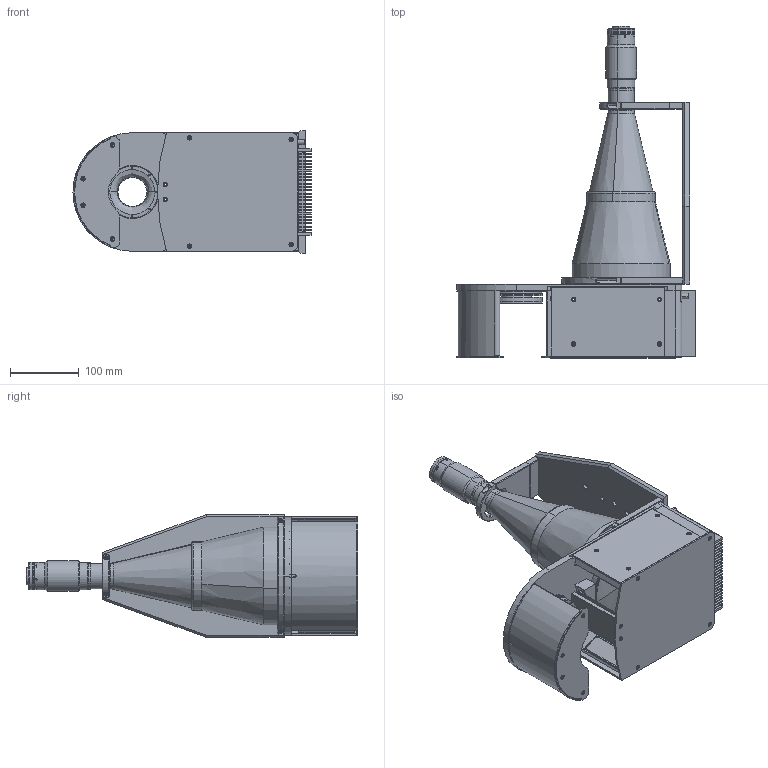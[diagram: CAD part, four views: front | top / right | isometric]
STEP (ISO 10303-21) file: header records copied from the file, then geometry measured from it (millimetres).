
FILE_DESCRIPTION (( 'STEP AP203' ), '1' );
FILE_NAME ('DP24837_TCCAGE4MHR096-C.step', '2020-03-06T16:24:04', ( '' ), ( '' ), 'SwSTEP 2.0', 'SolidWorks 2020', '' );
FILE_SCHEMA (( 'CONFIG_CONTROL_DESIGN' ));
Length unit declared in the file: millimetre
Products named in the file (1): DP24837_TCCAGE4MHR096-C
Bounding box: 346.95 x 483.71 x 179 mm (x, y, z)
Surface area: 725756.7 mm2 (no closed solid volume)
Topology: 0 solids, 114 shells, 916 faces, 3162 edges, 2348 vertices
Faces by surface type: plane 473, cylinder 320, torus 62, cone 57, bspline 2, sphere 2
Entity records: 35125 total; most frequent: CARTESIAN_POINT 7119, DIRECTION 6108, ORIENTED_EDGE 4819, EDGE_CURVE 3162, VERTEX_POINT 2348, AXIS2_PLACEMENT_3D 2102, LINE 1904, VECTOR 1904
